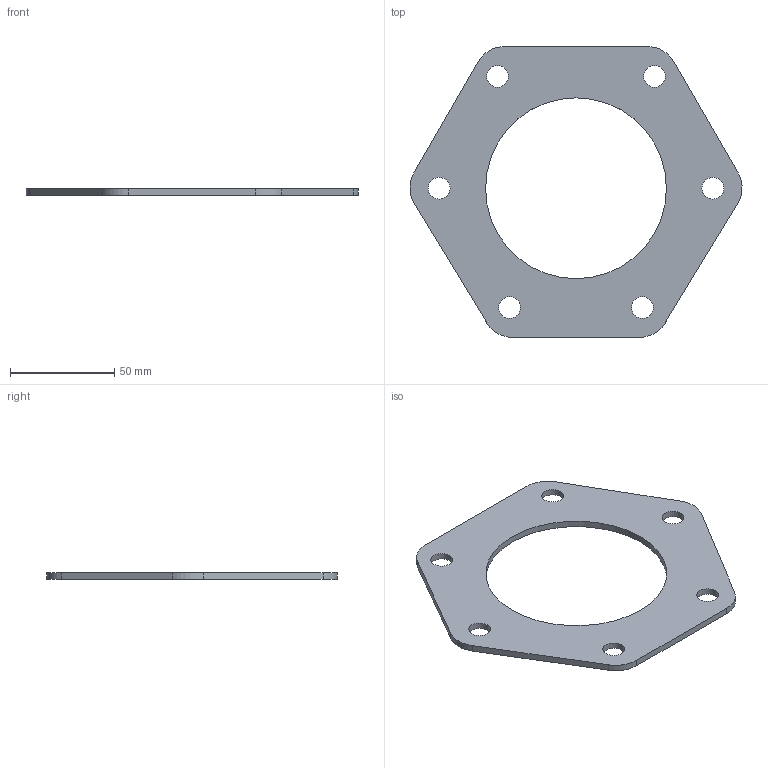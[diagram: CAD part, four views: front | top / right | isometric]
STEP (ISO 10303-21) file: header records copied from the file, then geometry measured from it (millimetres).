
FILE_DESCRIPTION(/* description */ ('3" BOLTED FLANGE GASKET-FKM'),/* implementation_level */ '2;1');
FILE_NAME(/* name */ 'BF300GV.stp',/* time_stamp */ '2020-07-29T15:17:57-04:00',/* author */ ('MJC'),/* organization */ (''),/* preprocessor_version */ 'ST-DEVELOPER v17.2',/* originating_system */ 'Autodesk Inventor 2019',/* authorisation */ '');
FILE_SCHEMA (('AUTOMOTIVE_DESIGN { 1 0 10303 214 3 1 1 }'));
Length unit declared in the file: inch
Products named in the file (1): BF300GV
Bounding box: 158.96 x 139.19 x 3.17 mm (x, y, z)
Volume: 33531.4 mm3; surface area: 24122.9 mm2
Topology: 1 solids, 1 shells, 21 faces, 57 edges, 38 vertices
Faces by surface type: cylinder 13, plane 8
Full cylindrical faces by diameter (mm): 10.414 x6, 86.614 x1
Entity records: 748 total; most frequent: DIRECTION 127, CARTESIAN_POINT 117, ORIENTED_EDGE 114, EDGE_CURVE 57, AXIS2_PLACEMENT_3D 48, VERTEX_POINT 38, EDGE_LOOP 35, LINE 31
